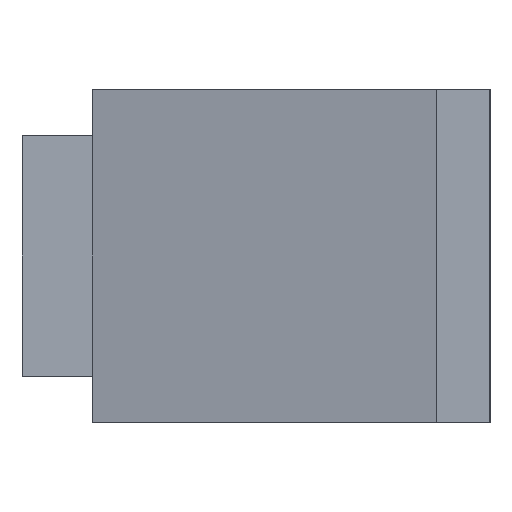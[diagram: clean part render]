
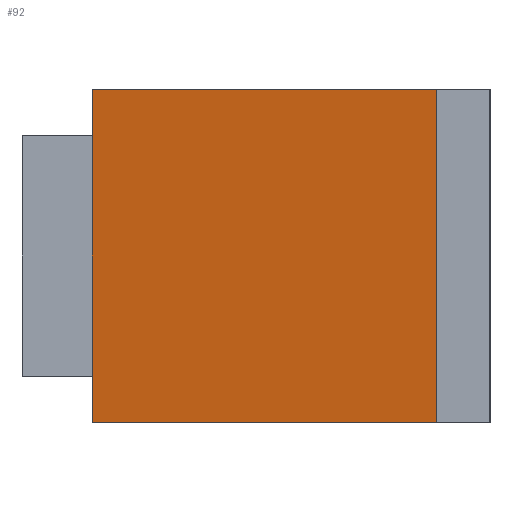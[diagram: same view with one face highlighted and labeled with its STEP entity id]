
A CAD part, left-side view. The second image highlights one B-rep face of the part: STEP entity #92.
In plain terms, the highlighted planar face has unit normal (-0.98, 0.198, 0).
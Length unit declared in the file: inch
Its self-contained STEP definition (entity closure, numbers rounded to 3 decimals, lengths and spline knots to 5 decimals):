
#18 = CARTESIAN_POINT ( 'NONE',  ( -0.8125, 1.075, 0.45 ) ) ;
#59 = CARTESIAN_POINT ( 'NONE',  ( -1., 0.145, 0.45 ) ) ;
#80 = LINE ( 'NONE', #780, #178 ) ;
#92 = ADVANCED_FACE ( 'NONE', ( #480 ), #800, .F. ) ;
#96 = ORIENTED_EDGE ( 'NONE', *, *, #218, .T. ) ;
#107 = ORIENTED_EDGE ( 'NONE', *, *, #727, .T. ) ;
#178 = VECTOR ( 'NONE', #1319, 39.37008 ) ;
#186 = VERTEX_POINT ( 'NONE', #307 ) ;
#189 = LINE ( 'NONE', #998, #961 ) ;
#195 = CARTESIAN_POINT ( 'NONE',  ( -0.8125, 1.075, -0.45 ) ) ;
#218 = EDGE_CURVE ( 'NONE', #956, #447, #1120, .T. ) ;
#231 = EDGE_CURVE ( 'NONE', #186, #1096, #412, .T. ) ;
#286 = AXIS2_PLACEMENT_3D ( 'NONE', #1090, #682, #585 ) ;
#307 = CARTESIAN_POINT ( 'NONE',  ( -0.8125, 1.075, 0.45 ) ) ;
#383 = CARTESIAN_POINT ( 'NONE',  ( -1., 0.145, -0.45 ) ) ;
#412 = LINE ( 'NONE', #18, #474 ) ;
#437 = EDGE_CURVE ( 'NONE', #1096, #447, #189, .T. ) ;
#447 = VERTEX_POINT ( 'NONE', #383 ) ;
#474 = VECTOR ( 'NONE', #1025, 39.37008 ) ;
#480 = FACE_OUTER_BOUND ( 'NONE', #1216, .T. ) ;
#585 = DIRECTION ( 'NONE',  ( 0.198, 0.98, 0. ) ) ;
#621 = DIRECTION ( 'NONE',  ( -0.198, -0.98, 0. ) ) ;
#652 = DIRECTION ( 'NONE',  ( 0., 0., -1. ) ) ;
#682 = DIRECTION ( 'NONE',  ( 0.98, -0.198, 0. ) ) ;
#705 = VECTOR ( 'NONE', #621, 39.37008 ) ;
#727 = EDGE_CURVE ( 'NONE', #186, #956, #80, .T. ) ;
#780 = CARTESIAN_POINT ( 'NONE',  ( -0.8125, 1.075, 0.45 ) ) ;
#800 = PLANE ( 'NONE',  #286 ) ;
#928 = ORIENTED_EDGE ( 'NONE', *, *, #231, .F. ) ;
#939 = CARTESIAN_POINT ( 'NONE',  ( -0.8125, 1.075, -0.45 ) ) ;
#956 = VERTEX_POINT ( 'NONE', #939 ) ;
#961 = VECTOR ( 'NONE', #652, 39.37008 ) ;
#998 = CARTESIAN_POINT ( 'NONE',  ( -1., 0.145, 0.45 ) ) ;
#1025 = DIRECTION ( 'NONE',  ( -0.198, -0.98, 0. ) ) ;
#1090 = CARTESIAN_POINT ( 'NONE',  ( -0.8125, 1.075, 0.45 ) ) ;
#1096 = VERTEX_POINT ( 'NONE', #59 ) ;
#1120 = LINE ( 'NONE', #195, #705 ) ;
#1199 = ORIENTED_EDGE ( 'NONE', *, *, #437, .F. ) ;
#1216 = EDGE_LOOP ( 'NONE', ( #96, #1199, #928, #107 ) ) ;
#1319 = DIRECTION ( 'NONE',  ( 0., 0., -1. ) ) ;
